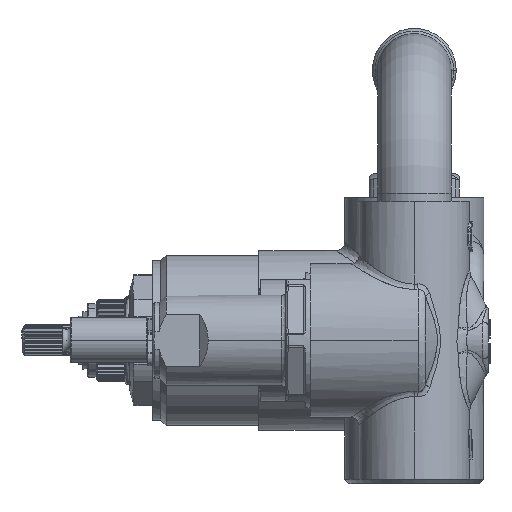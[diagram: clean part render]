
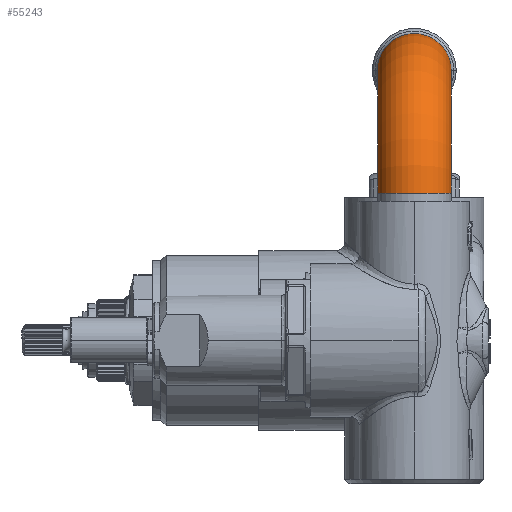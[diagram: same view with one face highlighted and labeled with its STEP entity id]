
A CAD part, left-side view. The second image highlights one B-rep face of the part: STEP entity #55243.
In plain terms, the highlighted toroidal (fillet/blend) face has major radius 30 mm and minor radius 9 mm.
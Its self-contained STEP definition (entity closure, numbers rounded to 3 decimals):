
#54970=CARTESIAN_POINT('Vertex',(-120.402,-39.957,-45.722)) ;
#54977=CARTESIAN_POINT('Vertex',(-120.402,-57.957,-45.722)) ;
#54992=CARTESIAN_POINT('Axis2P3D Location',(-120.402,-48.957,-45.722)) ;
#55123=CARTESIAN_POINT('Vertex',(-90.402,-57.957,-15.722)) ;
#55130=CARTESIAN_POINT('Vertex',(-90.402,-39.957,-15.722)) ;
#55145=CARTESIAN_POINT('Axis2P3D Location',(-90.402,-48.957,-15.722)) ;
#55215=CARTESIAN_POINT('Axis2P3D Location',(-90.402,-48.957,-45.722)) ;
#55220=CARTESIAN_POINT('Axis2P3D Location',(-90.402,-57.957,-45.722)) ;
#55225=CARTESIAN_POINT('Axis2P3D Location',(-90.402,-39.957,-45.722)) ;
#54993=DIRECTION('Axis2P3D Direction',(0.,0.,1.)) ;
#55146=DIRECTION('Axis2P3D Direction',(1.,0.,0.)) ;
#55216=DIRECTION('Axis2P3D Direction',(0.,1.,0.)) ;
#55217=DIRECTION('Axis2P3D XDirection',(-1.,0.,0.)) ;
#55221=DIRECTION('Axis2P3D Direction',(0.,1.,0.)) ;
#55226=DIRECTION('Axis2P3D Direction',(0.,1.,0.)) ;
#54994=AXIS2_PLACEMENT_3D('Circle Axis2P3D',#54992,#54993,$) ;
#55147=AXIS2_PLACEMENT_3D('Circle Axis2P3D',#55145,#55146,$) ;
#55218=AXIS2_PLACEMENT_3D('Torus Axis2P3D',#55215,#55216,#55217) ;
#55222=AXIS2_PLACEMENT_3D('Circle Axis2P3D',#55220,#55221,$) ;
#55227=AXIS2_PLACEMENT_3D('Circle Axis2P3D',#55225,#55226,$) ;
#54995=CIRCLE('generated circle',#54994,9.) ;
#55148=CIRCLE('generated circle',#55147,9.) ;
#55223=CIRCLE('generated circle',#55222,30.) ;
#55228=CIRCLE('generated circle',#55227,30.) ;
#55219=TOROIDAL_SURFACE('homeo Torus',#55218,30.,9.) ;
#54996=EDGE_CURVE('',#54971,#54978,#54995,.T.) ;
#55149=EDGE_CURVE('',#55131,#55124,#55148,.T.) ;
#55224=EDGE_CURVE('',#54978,#55124,#55223,.T.) ;
#55229=EDGE_CURVE('',#54971,#55131,#55228,.T.) ;
#55238=ORIENTED_EDGE('',*,*,#55229,.F.) ;
#55239=ORIENTED_EDGE('',*,*,#54996,.T.) ;
#55240=ORIENTED_EDGE('',*,*,#55224,.T.) ;
#55241=ORIENTED_EDGE('',*,*,#55149,.F.) ;
#55237=EDGE_LOOP('',(#55238,#55239,#55240,#55241)) ;
#54971=VERTEX_POINT('',#54970) ;
#54978=VERTEX_POINT('',#54977) ;
#55124=VERTEX_POINT('',#55123) ;
#55131=VERTEX_POINT('',#55130) ;
#55243=ADVANCED_FACE('PR99390.1\\P46118.1\\PartBody',(#55242),#55219,.T.) ;
#55242=FACE_OUTER_BOUND('',#55237,.T.) ;
